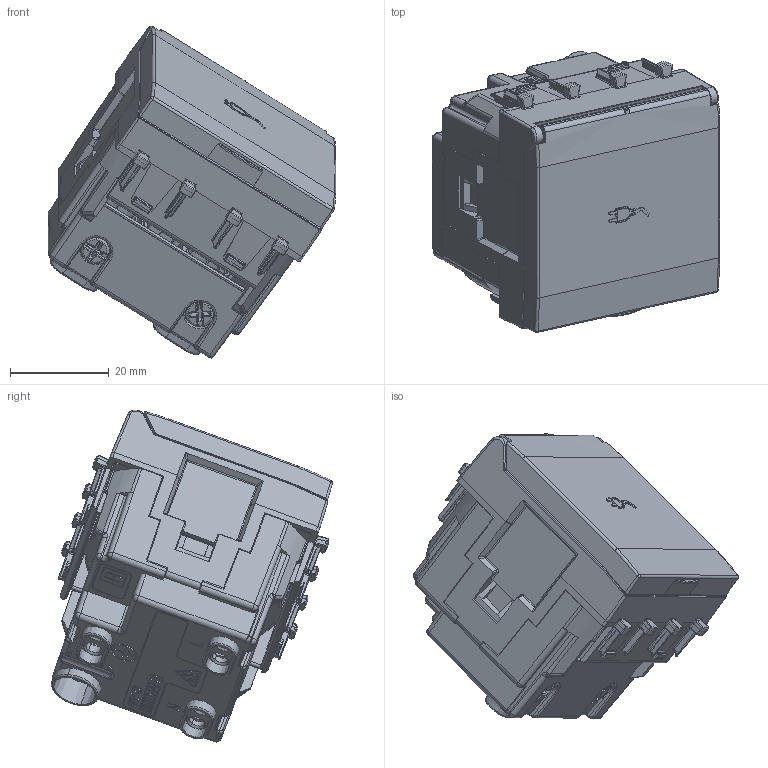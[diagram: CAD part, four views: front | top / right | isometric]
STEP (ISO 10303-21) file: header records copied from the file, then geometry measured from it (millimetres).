
FILE_DESCRIPTION(('CATIA V5 STEP Exchange'),'2;1');
FILE_NAME('441092TSS.stp','2024-02-27T09:59:44+00:00',('none'),('none'),'CATIA Version 5-6 Release 2016 SP6','CATIA V5 STEP AP203','none');
FILE_SCHEMA(('CONFIG_CONTROL_DESIGN'));
Length unit declared in the file: millimetre
Products named in the file (1): 441092TSS
Assembly tree (13 placements, depth 2):
  441092TSS
    #57
    #53503
    #122237
    #128347  x3
    #130260
    #131468  x3
    #132321
    #142975
    #149111
Bounding box: 58.22 x 57.03 x 67.31 mm (x, y, z)
Volume: 24338.7 mm3; surface area: 38447.1 mm2
Topology: 14 solids, 14 shells, 3976 faces, 10771 edges, 6671 vertices
Faces by surface type: plane 1975, cylinder 996, bspline 432, cone 258, sphere 147, torus 136, extrusion 32
Entity records: 157431 total; most frequent: CARTESIAN_POINT 73141, ORIENTED_EDGE 20240, DIRECTION 12558, EDGE_CURVE 10120, VERTEX_POINT 6379, VECTOR 5238, LINE 5206, AXIS2_PLACEMENT_3D 4459
